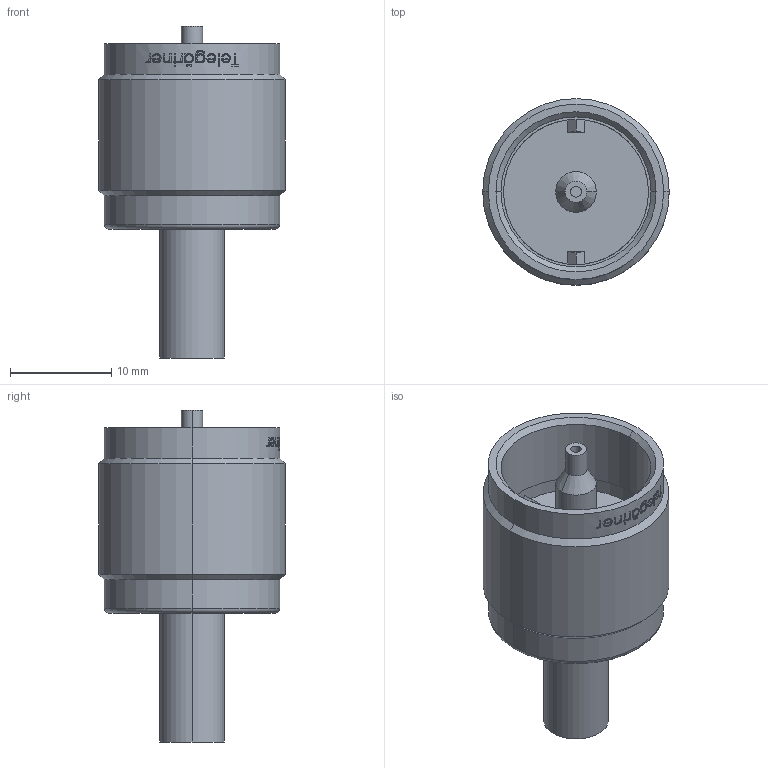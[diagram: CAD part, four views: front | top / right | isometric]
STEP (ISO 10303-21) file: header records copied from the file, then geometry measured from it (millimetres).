
FILE_DESCRIPTION (( 'STEP AP214' ), '1' );
FILE_NAME ('J01040A0001.STEP', '2017-09-19T12:16:34', ( '' ), ( '' ), 'SwSTEP 2.0', 'SolidWorks 2017', '' );
FILE_SCHEMA (( 'AUTOMOTIVE_DESIGN' ));
Length unit declared in the file: millimetre
Products named in the file (1): J01040A0001
Bounding box: 18.4 x 18.4 x 32.75 mm (x, y, z)
Volume: 3469.6 mm3; surface area: 2657.9 mm2
Topology: 1 solids, 1 shells, 206 faces, 521 edges, 342 vertices
Faces by surface type: bspline 78, plane 76, cylinder 40, cone 10, torus 2
Entity records: 11237 total; most frequent: CARTESIAN_POINT 4480, ORIENTED_EDGE 1042, DIRECTION 717, EDGE_CURVE 521, VERTEX_POINT 342, AXIS2_PLACEMENT_3D 241, LINE 235, VECTOR 235
